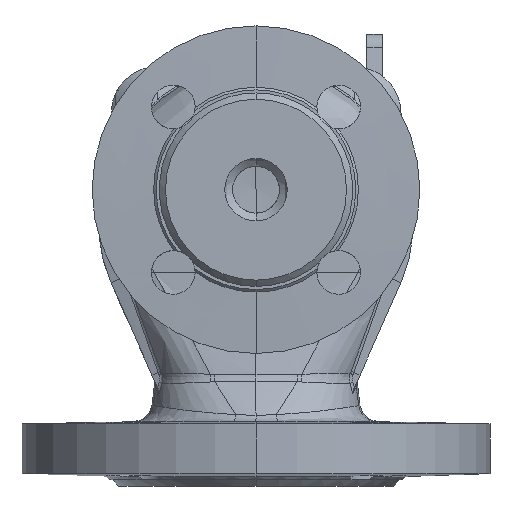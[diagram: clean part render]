
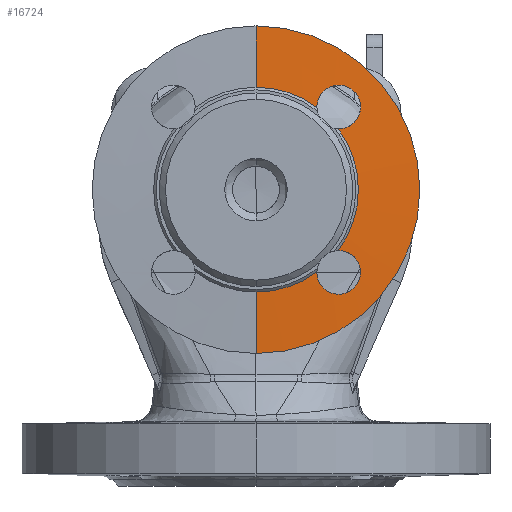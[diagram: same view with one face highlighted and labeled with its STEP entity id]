
A CAD part, front view. The second image highlights one B-rep face of the part: STEP entity #16724.
In plain terms, the highlighted conical face has half-angle 88 degrees and reference radius 42.656 mm.
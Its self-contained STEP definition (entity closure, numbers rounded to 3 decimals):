
#3398=CARTESIAN_POINT('',(19.518,-82.188,26.376));
#3412=CARTESIAN_POINT('',(19.518,-82.188,
-26.376));
#3436=CARTESIAN_POINT('',(26.376,-82.188,
-19.518));
#3443=CARTESIAN_POINT('',(26.376,-82.188,19.518));
#3608=DIRECTION('',(0.,0.035,-0.999));
#3609=VECTOR('',#3608,19.7);
#3610=CARTESIAN_POINT('',(0.,-82.188,-32.812));
#3611=LINE('',#3610,#3609);
#3612=DIRECTION('',(0.,0.035,0.999));
#3613=VECTOR('',#3612,19.7);
#3614=CARTESIAN_POINT('',(0.,-82.188,32.812));
#3615=LINE('',#3614,#3613);
#3816=CARTESIAN_POINT('',(0.,-81.5,0.));
#3817=DIRECTION('',(0.,-1.,0.));
#3818=DIRECTION('',(0.,0.,-1.));
#3819=AXIS2_PLACEMENT_3D('',#3816,#3817,#3818);
#3834=CARTESIAN_POINT('',(19.517,-82.184,
-26.517));
#3835=CARTESIAN_POINT('',(19.517,-82.184,
-26.501));
#3836=CARTESIAN_POINT('',(19.517,-82.185,
-26.47));
#3837=CARTESIAN_POINT('',(19.517,-82.186,
-26.423));
#3838=CARTESIAN_POINT('',(19.518,-82.187,
-26.392));
#3839=CARTESIAN_POINT('',(19.518,-82.188,
-26.376));
#3841=CARTESIAN_POINT('',(33.517,-81.841,
-26.517));
#3842=CARTESIAN_POINT('',(33.517,-81.828,
-27.127));
#3843=CARTESIAN_POINT('',(33.356,-81.805,
-28.349));
#3844=CARTESIAN_POINT('',(32.649,-81.784,
-30.056));
#3845=CARTESIAN_POINT('',(31.524,-81.777,
-31.523));
#3846=CARTESIAN_POINT('',(30.058,-81.784,
-32.648));
#3847=CARTESIAN_POINT('',(28.351,-81.805,
-33.355));
#3848=CARTESIAN_POINT('',(26.519,-81.839,
-33.597));
#3849=CARTESIAN_POINT('',(24.686,-81.884,
-33.356));
#3850=CARTESIAN_POINT('',(22.978,-81.939,
-32.649));
#3851=CARTESIAN_POINT('',(21.511,-82.001,
-31.524));
#3852=CARTESIAN_POINT('',(20.385,-82.065,
-30.058));
#3853=CARTESIAN_POINT('',(19.677,-82.128,
-28.349));
#3854=CARTESIAN_POINT('',(19.517,-82.166,
-27.127));
#3855=CARTESIAN_POINT('',(19.517,-82.184,
-26.517));
#3857=CARTESIAN_POINT('',(26.376,-82.188,
-19.518));
#3858=CARTESIAN_POINT('',(26.906,-82.173,
-19.507));
#3859=CARTESIAN_POINT('',(27.969,-82.141,
-19.607));
#3860=CARTESIAN_POINT('',(29.489,-82.087,
-20.112));
#3861=CARTESIAN_POINT('',(30.855,-82.031,
-20.946));
#3862=CARTESIAN_POINT('',(31.999,-81.976,
-22.067));
#3863=CARTESIAN_POINT('',(32.86,-81.924,
-23.417));
#3864=CARTESIAN_POINT('',(33.396,-81.878,
-24.926));
#3865=CARTESIAN_POINT('',(33.517,-81.852,
-25.986));
#3866=CARTESIAN_POINT('',(33.517,-81.841,
-26.517));
#3868=CARTESIAN_POINT('',(0.,-82.188,0.));
#3869=DIRECTION('',(0.,-1.,0.));
#3870=DIRECTION('',(0.804,0.,-0.595));
#3871=AXIS2_PLACEMENT_3D('',#3868,#3869,#3870);
#3873=CARTESIAN_POINT('',(33.517,-81.841,26.517));
#3874=CARTESIAN_POINT('',(33.517,-81.852,25.986));
#3875=CARTESIAN_POINT('',(33.396,-81.878,24.926));
#3876=CARTESIAN_POINT('',(32.86,-81.924,23.417));
#3877=CARTESIAN_POINT('',(31.999,-81.976,22.068));
#3878=CARTESIAN_POINT('',(30.855,-82.031,20.947));
#3879=CARTESIAN_POINT('',(29.489,-82.087,20.112));
#3880=CARTESIAN_POINT('',(27.969,-82.141,19.607));
#3881=CARTESIAN_POINT('',(26.906,-82.173,19.507));
#3882=CARTESIAN_POINT('',(26.376,-82.188,19.518));
#3884=CARTESIAN_POINT('',(19.517,-82.184,26.517));
#3885=CARTESIAN_POINT('',(19.517,-82.166,27.127));
#3886=CARTESIAN_POINT('',(19.677,-82.128,28.349));
#3887=CARTESIAN_POINT('',(20.385,-82.065,30.057));
#3888=CARTESIAN_POINT('',(21.511,-82.001,31.524));
#3889=CARTESIAN_POINT('',(22.978,-81.939,32.649));
#3890=CARTESIAN_POINT('',(24.686,-81.884,33.356));
#3891=CARTESIAN_POINT('',(26.519,-81.839,33.597));
#3892=CARTESIAN_POINT('',(28.351,-81.805,33.355));
#3893=CARTESIAN_POINT('',(30.058,-81.784,32.647));
#3894=CARTESIAN_POINT('',(31.524,-81.777,31.522));
#3895=CARTESIAN_POINT('',(32.649,-81.784,30.056));
#3896=CARTESIAN_POINT('',(33.356,-81.805,28.349));
#3897=CARTESIAN_POINT('',(33.517,-81.828,27.127));
#3898=CARTESIAN_POINT('',(33.517,-81.841,26.517));
#3900=CARTESIAN_POINT('',(19.518,-82.188,26.376));
#3901=CARTESIAN_POINT('',(19.518,-82.187,26.392));
#3902=CARTESIAN_POINT('',(19.517,-82.186,26.423));
#3903=CARTESIAN_POINT('',(19.517,-82.185,26.47));
#3904=CARTESIAN_POINT('',(19.517,-82.184,26.501));
#3905=CARTESIAN_POINT('',(19.517,-82.184,26.517));
#3907=CARTESIAN_POINT('',(0.,-82.188,0.));
#3908=DIRECTION('',(0.,-1.,0.));
#3909=DIRECTION('',(0.595,0.,0.804));
#3910=AXIS2_PLACEMENT_3D('',#3907,#3908,#3909);
#3912=CARTESIAN_POINT('',(0.,-82.188,0.));
#3913=DIRECTION('',(0.,-1.,0.));
#3914=DIRECTION('',(0.,0.,-1.));
#3915=AXIS2_PLACEMENT_3D('',#3912,#3913,#3914);
#6933=CARTESIAN_POINT('',(0.,-82.188,-32.812));
#6934=CARTESIAN_POINT('',(0.,-81.5,-52.5));
#6935=VERTEX_POINT('',#6933);
#6936=VERTEX_POINT('',#6934);
#6939=CARTESIAN_POINT('',(0.,-82.188,32.812));
#6940=CARTESIAN_POINT('',(0.,-81.5,52.5));
#6941=VERTEX_POINT('',#6939);
#6942=VERTEX_POINT('',#6940);
#7557=VERTEX_POINT('',#3443);
#7560=VERTEX_POINT('',#3398);
#7561=VERTEX_POINT('',#3884);
#7562=VERTEX_POINT('',#3898);
#7565=VERTEX_POINT('',#3412);
#7568=VERTEX_POINT('',#3436);
#7569=VERTEX_POINT('',#3834);
#7570=VERTEX_POINT('',#3841);
#16701=CARTESIAN_POINT('',(0.,-81.844,0.));
#16702=DIRECTION('',(0.,1.,0.));
#16703=DIRECTION('',(0.,0.,-1.));
#16704=AXIS2_PLACEMENT_3D('',#16701,#16702,#16703);
#16705=CONICAL_SURFACE('',#16704,42.656,88.);
#16706=ORIENTED_EDGE('',*,*,#16338,.F.);
#16708=ORIENTED_EDGE('',*,*,#16707,.F.);
#16709=ORIENTED_EDGE('',*,*,#16330,.F.);
#16710=ORIENTED_EDGE('',*,*,#16404,.T.);
#16712=ORIENTED_EDGE('',*,*,#16711,.F.);
#16714=ORIENTED_EDGE('',*,*,#16713,.F.);
#16716=ORIENTED_EDGE('',*,*,#16715,.F.);
#16717=ORIENTED_EDGE('',*,*,#16372,.T.);
#16718=ORIENTED_EDGE('',*,*,#16550,.T.);
#16719=ORIENTED_EDGE('',*,*,#16681,.F.);
#16720=ORIENTED_EDGE('',*,*,#16546,.F.);
#16721=ORIENTED_EDGE('',*,*,#16383,.T.);
#16722=EDGE_LOOP('',(#16706,#16708,#16709,#16710,#16712,#16714,#16716,#16717,
#16718,#16719,#16720,#16721));
#16723=FACE_OUTER_BOUND('',#16722,.F.);
#16724=ADVANCED_FACE('',(#16723),#16705,.T.);
#3820=CIRCLE('',#3819,52.5);
#3840=B_SPLINE_CURVE_WITH_KNOTS('',3,(#3834,#3835,#3836,#3837,#3838,#3839),
.UNSPECIFIED.,.F.,.F.,(4,1,1,4),(0.,0.333,0.667,1.),
.UNSPECIFIED.);
#3856=B_SPLINE_CURVE_WITH_KNOTS('',3,(#3841,#3842,#3843,#3844,#3845,#3846,#3847,
#3848,#3849,#3850,#3851,#3852,#3853,#3854,#3855),.UNSPECIFIED.,.F.,.F.,(4,1,1,1,
1,1,1,1,1,1,1,1,4),(0.,0.083,0.167,0.25,
0.333,0.417,0.5,0.583,0.667,
0.75,0.833,0.917,1.),.UNSPECIFIED.);
#3867=B_SPLINE_CURVE_WITH_KNOTS('',3,(#3857,#3858,#3859,#3860,#3861,#3862,#3863,
#3864,#3865,#3866),.UNSPECIFIED.,.F.,.F.,(4,1,1,1,1,1,1,4),(0.,
0.143,0.286,0.429,0.571,
0.714,0.857,1.),.UNSPECIFIED.);
#3872=CIRCLE('',#3871,32.812);
#3883=B_SPLINE_CURVE_WITH_KNOTS('',3,(#3873,#3874,#3875,#3876,#3877,#3878,#3879,
#3880,#3881,#3882),.UNSPECIFIED.,.F.,.F.,(4,1,1,1,1,1,1,4),(0.,
0.143,0.286,0.429,0.571,
0.714,0.857,1.),.UNSPECIFIED.);
#3899=B_SPLINE_CURVE_WITH_KNOTS('',3,(#3884,#3885,#3886,#3887,#3888,#3889,#3890,
#3891,#3892,#3893,#3894,#3895,#3896,#3897,#3898),.UNSPECIFIED.,.F.,.F.,(4,1,1,1,
1,1,1,1,1,1,1,1,4),(0.,0.083,0.167,0.25,
0.333,0.417,0.5,0.583,0.667,
0.75,0.833,0.917,1.),.UNSPECIFIED.);
#3906=B_SPLINE_CURVE_WITH_KNOTS('',3,(#3900,#3901,#3902,#3903,#3904,#3905),
.UNSPECIFIED.,.F.,.F.,(4,1,1,4),(0.,0.333,0.667,1.),
.UNSPECIFIED.);
#3911=CIRCLE('',#3910,32.812);
#3916=CIRCLE('',#3915,32.812);
#16330=EDGE_CURVE('',#7568,#7570,#3867,.T.);
#16338=EDGE_CURVE('',#7569,#7565,#3840,.T.);
#16372=EDGE_CURVE('',#7560,#6941,#3911,.T.);
#16383=EDGE_CURVE('',#6935,#7565,#3916,.T.);
#16404=EDGE_CURVE('',#7568,#7557,#3872,.T.);
#16546=EDGE_CURVE('',#6935,#6936,#3611,.T.);
#16550=EDGE_CURVE('',#6941,#6942,#3615,.T.);
#16681=EDGE_CURVE('',#6936,#6942,#3820,.T.);
#16707=EDGE_CURVE('',#7570,#7569,#3856,.T.);
#16711=EDGE_CURVE('',#7562,#7557,#3883,.T.);
#16713=EDGE_CURVE('',#7561,#7562,#3899,.T.);
#16715=EDGE_CURVE('',#7560,#7561,#3906,.T.);
